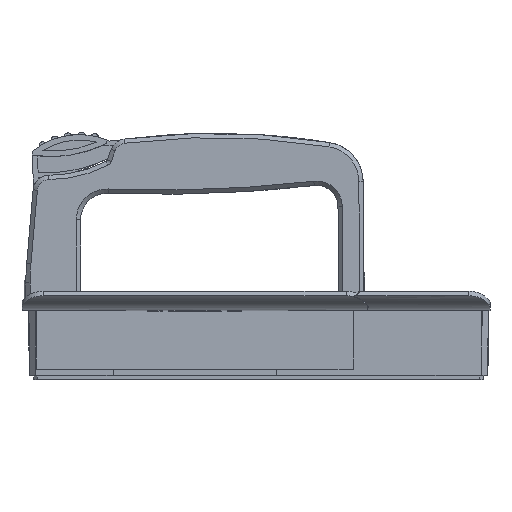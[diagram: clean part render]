
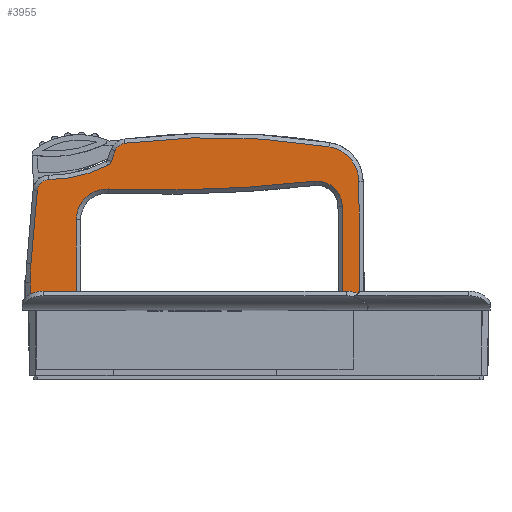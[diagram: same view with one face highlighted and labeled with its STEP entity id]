
A CAD part, front view. The second image highlights one B-rep face of the part: STEP entity #3955.
In plain terms, the highlighted planar face has unit normal (0, -1, 0).
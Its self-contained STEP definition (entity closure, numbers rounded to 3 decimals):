
#1819=AXIS2_PLACEMENT_3D('Circle Axis2P3D',#1817,#1818,$) ;
#3810=AXIS2_PLACEMENT_3D('Circle Axis2P3D',#3808,#3809,$) ;
#3823=AXIS2_PLACEMENT_3D('Plane Axis2P3D',#3820,#3821,#3822) ;
#3836=AXIS2_PLACEMENT_3D('Circle Axis2P3D',#3834,#3835,$) ;
#3843=AXIS2_PLACEMENT_3D('Circle Axis2P3D',#3841,#3842,$) ;
#3850=AXIS2_PLACEMENT_3D('Circle Axis2P3D',#3848,#3849,$) ;
#3878=AXIS2_PLACEMENT_3D('Circle Axis2P3D',#3876,#3877,$) ;
#3890=AXIS2_PLACEMENT_3D('Circle Axis2P3D',#3888,#3889,$) ;
#3897=AXIS2_PLACEMENT_3D('Circle Axis2P3D',#3895,#3896,$) ;
#3904=AXIS2_PLACEMENT_3D('Circle Axis2P3D',#3902,#3903,$) ;
#3918=AXIS2_PLACEMENT_3D('Circle Axis2P3D',#3916,#3917,$) ;
#1814=CARTESIAN_POINT('Vertex',(-26.315,-11.,58.762)) ;
#1817=CARTESIAN_POINT('Axis2P3D Location',(7.5,-11.,-207.581)) ;
#1821=CARTESIAN_POINT('Vertex',(50.451,-11.,57.442)) ;
#3805=CARTESIAN_POINT('Vertex',(-29.895,-11.,55.902)) ;
#3808=CARTESIAN_POINT('Axis2P3D Location',(-25.76,-11.,54.397)) ;
#3820=CARTESIAN_POINT('Axis2P3D Location',(0.,-11.,0.)) ;
#3825=CARTESIAN_POINT('Line Origine',(-44.535,-11.,15.014)) ;
#3829=CARTESIAN_POINT('Vertex',(-44.469,-11.,30.028)) ;
#3831=CARTESIAN_POINT('Vertex',(-44.6,-11.,0.)) ;
#3834=CARTESIAN_POINT('Axis2P3D Location',(-32.869,-11.,29.977)) ;
#3838=CARTESIAN_POINT('Vertex',(-32.406,-11.,41.568)) ;
#3841=CARTESIAN_POINT('Axis2P3D Location',(-12.481,-11.,540.57)) ;
#3845=CARTESIAN_POINT('Vertex',(44.747,-11.,44.46)) ;
#3848=CARTESIAN_POINT('Axis2P3D Location',(45.848,-11.,34.923)) ;
#3852=CARTESIAN_POINT('Vertex',(55.447,-11.,34.965)) ;
#3855=CARTESIAN_POINT('Line Origine',(55.524,-11.,17.482)) ;
#3859=CARTESIAN_POINT('Vertex',(55.6,-11.,0.)) ;
#3862=CARTESIAN_POINT('Line Origine',(58.75,-11.,0.)) ;
#3866=CARTESIAN_POINT('Vertex',(61.9,-11.,0.)) ;
#3869=CARTESIAN_POINT('Line Origine',(61.803,-11.,22.137)) ;
#3873=CARTESIAN_POINT('Vertex',(61.707,-11.,44.273)) ;
#3876=CARTESIAN_POINT('Axis2P3D Location',(48.307,-11.,44.215)) ;
#3881=CARTESIAN_POINT('Line Origine',(-30.628,-11.,53.887)) ;
#3885=CARTESIAN_POINT('Vertex',(-31.362,-11.,51.872)) ;
#3888=CARTESIAN_POINT('Axis2P3D Location',(-33.805,-11.,52.761)) ;
#3892=CARTESIAN_POINT('Vertex',(-32.632,-11.,50.441)) ;
#3895=CARTESIAN_POINT('Axis2P3D Location',(-55.,-11.,94.711)) ;
#3899=CARTESIAN_POINT('Vertex',(-54.767,-11.,45.112)) ;
#3902=CARTESIAN_POINT('Axis2P3D Location',(-54.747,-11.,40.712)) ;
#3906=CARTESIAN_POINT('Vertex',(-59.13,-11.,41.095)) ;
#3909=CARTESIAN_POINT('Line Origine',(-60.333,-11.,27.337)) ;
#3913=CARTESIAN_POINT('Vertex',(-61.537,-11.,13.579)) ;
#3916=CARTESIAN_POINT('Axis2P3D Location',(26.526,-11.,5.875)) ;
#3920=CARTESIAN_POINT('Vertex',(-61.873,-11.,6.26)) ;
#3923=CARTESIAN_POINT('Line Origine',(-61.886,-11.,3.13)) ;
#3927=CARTESIAN_POINT('Vertex',(-61.9,-11.,0.)) ;
#3930=CARTESIAN_POINT('Line Origine',(-53.25,-11.,0.)) ;
#1818=DIRECTION('Axis2P3D Direction',(0.,1.,0.)) ;
#3809=DIRECTION('Axis2P3D Direction',(0.,1.,0.)) ;
#3821=DIRECTION('Axis2P3D Direction',(0.,1.,0.)) ;
#3822=DIRECTION('Axis2P3D XDirection',(0.,0.,1.)) ;
#3826=DIRECTION('Vector Direction',(0.004,0.,1.)) ;
#3835=DIRECTION('Axis2P3D Direction',(0.,1.,0.)) ;
#3842=DIRECTION('Axis2P3D Direction',(0.,1.,0.)) ;
#3849=DIRECTION('Axis2P3D Direction',(0.,1.,0.)) ;
#3856=DIRECTION('Vector Direction',(0.004,0.,-1.)) ;
#3863=DIRECTION('Vector Direction',(-1.,0.,0.)) ;
#3870=DIRECTION('Vector Direction',(0.004,0.,-1.)) ;
#3877=DIRECTION('Axis2P3D Direction',(0.,1.,0.)) ;
#3882=DIRECTION('Vector Direction',(0.342,0.,0.94)) ;
#3889=DIRECTION('Axis2P3D Direction',(0.,1.,0.)) ;
#3896=DIRECTION('Axis2P3D Direction',(0.,1.,0.)) ;
#3903=DIRECTION('Axis2P3D Direction',(0.,1.,0.)) ;
#3910=DIRECTION('Vector Direction',(0.087,0.,0.996)) ;
#3917=DIRECTION('Axis2P3D Direction',(0.,1.,0.)) ;
#3924=DIRECTION('Vector Direction',(0.004,0.,1.)) ;
#3931=DIRECTION('Vector Direction',(-1.,0.,0.)) ;
#3827=VECTOR('Line Direction',#3826,1.) ;
#3857=VECTOR('Line Direction',#3856,1.) ;
#3864=VECTOR('Line Direction',#3863,1.) ;
#3871=VECTOR('Line Direction',#3870,1.) ;
#3883=VECTOR('Line Direction',#3882,1.) ;
#3911=VECTOR('Line Direction',#3910,1.) ;
#3925=VECTOR('Line Direction',#3924,1.) ;
#3932=VECTOR('Line Direction',#3931,1.) ;
#3936=ORIENTED_EDGE('',*,*,#3833,.F.) ;
#3937=ORIENTED_EDGE('',*,*,#3840,.F.) ;
#3938=ORIENTED_EDGE('',*,*,#3847,.F.) ;
#3939=ORIENTED_EDGE('',*,*,#3854,.F.) ;
#3940=ORIENTED_EDGE('',*,*,#3861,.F.) ;
#3941=ORIENTED_EDGE('',*,*,#3868,.F.) ;
#3942=ORIENTED_EDGE('',*,*,#3875,.F.) ;
#3943=ORIENTED_EDGE('',*,*,#3880,.F.) ;
#3944=ORIENTED_EDGE('',*,*,#1823,.F.) ;
#3945=ORIENTED_EDGE('',*,*,#3812,.F.) ;
#3946=ORIENTED_EDGE('',*,*,#3887,.F.) ;
#3947=ORIENTED_EDGE('',*,*,#3894,.F.) ;
#3948=ORIENTED_EDGE('',*,*,#3901,.F.) ;
#3949=ORIENTED_EDGE('',*,*,#3908,.F.) ;
#3950=ORIENTED_EDGE('',*,*,#3915,.F.) ;
#3951=ORIENTED_EDGE('',*,*,#3922,.F.) ;
#3952=ORIENTED_EDGE('',*,*,#3929,.F.) ;
#3953=ORIENTED_EDGE('',*,*,#3934,.F.) ;
#3955=ADVANCED_FACE('Hauptkoerper nicht benutzen',(#3954),#3824,.F.) ;
#1820=CIRCLE('generated circle',#1819,268.481) ;
#3811=CIRCLE('generated circle',#3810,4.4) ;
#3837=CIRCLE('generated circle',#3836,11.6) ;
#3844=CIRCLE('generated circle',#3843,499.4) ;
#3851=CIRCLE('generated circle',#3850,9.6) ;
#3879=CIRCLE('generated circle',#3878,13.4) ;
#3891=CIRCLE('generated circle',#3890,2.6) ;
#3898=CIRCLE('generated circle',#3897,49.6) ;
#3905=CIRCLE('generated circle',#3904,4.4) ;
#3919=CIRCLE('generated circle',#3918,88.4) ;
#1823=EDGE_CURVE('',#1815,#1822,#1820,.T.) ;
#3812=EDGE_CURVE('',#3806,#1815,#3811,.T.) ;
#3833=EDGE_CURVE('',#3830,#3832,#3828,.F.) ;
#3840=EDGE_CURVE('',#3839,#3830,#3837,.F.) ;
#3847=EDGE_CURVE('',#3846,#3839,#3844,.T.) ;
#3854=EDGE_CURVE('',#3853,#3846,#3851,.F.) ;
#3861=EDGE_CURVE('',#3860,#3853,#3858,.F.) ;
#3868=EDGE_CURVE('',#3867,#3860,#3865,.T.) ;
#3875=EDGE_CURVE('',#3874,#3867,#3872,.T.) ;
#3880=EDGE_CURVE('',#1822,#3874,#3879,.T.) ;
#3887=EDGE_CURVE('',#3886,#3806,#3884,.T.) ;
#3894=EDGE_CURVE('',#3893,#3886,#3891,.F.) ;
#3901=EDGE_CURVE('',#3900,#3893,#3898,.F.) ;
#3908=EDGE_CURVE('',#3907,#3900,#3905,.T.) ;
#3915=EDGE_CURVE('',#3914,#3907,#3912,.T.) ;
#3922=EDGE_CURVE('',#3921,#3914,#3919,.T.) ;
#3929=EDGE_CURVE('',#3928,#3921,#3926,.T.) ;
#3934=EDGE_CURVE('',#3832,#3928,#3933,.T.) ;
#3935=EDGE_LOOP('',(#3936,#3937,#3938,#3939,#3940,#3941,#3942,#3943,#3944,#3945,#3946,#3947,#3948,#3949,#3950,#3951,#3952,#3953)) ;
#3954=FACE_OUTER_BOUND('',#3935,.T.) ;
#3828=LINE('Line',#3825,#3827) ;
#3858=LINE('Line',#3855,#3857) ;
#3865=LINE('Line',#3862,#3864) ;
#3872=LINE('Line',#3869,#3871) ;
#3884=LINE('Line',#3881,#3883) ;
#3912=LINE('Line',#3909,#3911) ;
#3926=LINE('Line',#3923,#3925) ;
#3933=LINE('Line',#3930,#3932) ;
#3824=PLANE('Plane',#3823) ;
#1815=VERTEX_POINT('',#1814) ;
#1822=VERTEX_POINT('',#1821) ;
#3806=VERTEX_POINT('',#3805) ;
#3830=VERTEX_POINT('',#3829) ;
#3832=VERTEX_POINT('',#3831) ;
#3839=VERTEX_POINT('',#3838) ;
#3846=VERTEX_POINT('',#3845) ;
#3853=VERTEX_POINT('',#3852) ;
#3860=VERTEX_POINT('',#3859) ;
#3867=VERTEX_POINT('',#3866) ;
#3874=VERTEX_POINT('',#3873) ;
#3886=VERTEX_POINT('',#3885) ;
#3893=VERTEX_POINT('',#3892) ;
#3900=VERTEX_POINT('',#3899) ;
#3907=VERTEX_POINT('',#3906) ;
#3914=VERTEX_POINT('',#3913) ;
#3921=VERTEX_POINT('',#3920) ;
#3928=VERTEX_POINT('',#3927) ;
